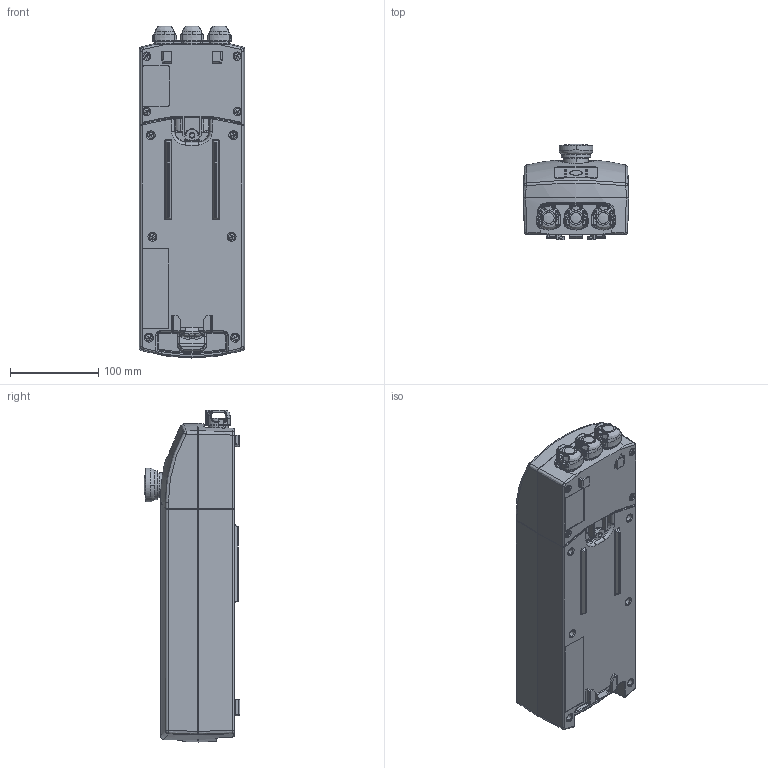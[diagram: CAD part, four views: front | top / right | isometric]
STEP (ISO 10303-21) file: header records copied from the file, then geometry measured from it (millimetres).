
FILE_DESCRIPTION (( 'STEP AP203' ), '1' );
FILE_NAME ('Akku Control 4.5.STEP', '2013-06-12T09:43:01', ( 'admin' ), ( 'Hewlett-Packard Company' ), 'SwSTEP 2.0', 'SolidWorks 2012', '' );
FILE_SCHEMA (( 'CONFIG_CONTROL_DESIGN' ));
Length unit declared in the file: millimetre
Products named in the file (1): Akku Control 4.5
Bounding box: 120 x 108.26 x 377.26 mm (x, y, z)
Volume: 3279185.9 mm3; surface area: 199414.6 mm2
Topology: 1 solids, 5 shells, 2210 faces, 5670 edges, 3469 vertices
Faces by surface type: bspline 872, plane 714, cylinder 421, cone 203
Entity records: 98178 total; most frequent: CARTESIAN_POINT 51397, ORIENTED_EDGE 11248, DIRECTION 7851, EDGE_CURVE 5624, VERTEX_POINT 3469, AXIS2_PLACEMENT_3D 2814, EDGE_LOOP 2285, VECTOR 2223
